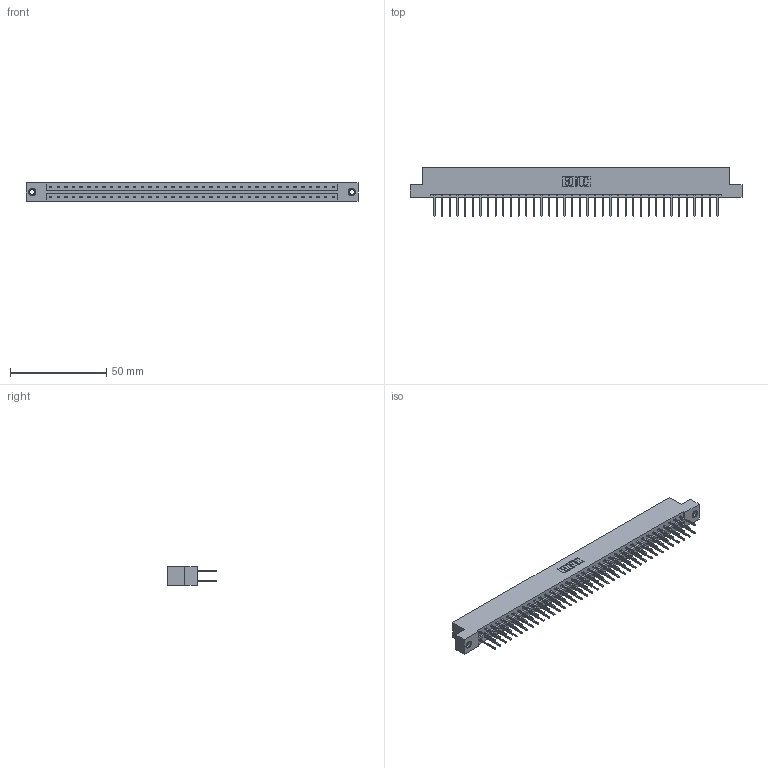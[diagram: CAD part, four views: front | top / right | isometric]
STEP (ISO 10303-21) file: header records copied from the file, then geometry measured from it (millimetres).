
FILE_DESCRIPTION (( 'STEP AP203' ), '1' );
FILE_NAME ('833-076-523-207.STEP', '2020-06-05T18:04:14', ( '' ), ( '' ), 'SwSTEP 2.0', 'SolidWorks 2020', '' );
FILE_SCHEMA (( 'CONFIG_CONTROL_DESIGN' ));
Length unit declared in the file: inch
Products named in the file (4): 833 Part_Flush - .156 Dia - TI; 833-076-523-207; 345-250-001_345-250-005-103; 345-292-001_345-293-123
Assembly tree (79 placements, depth 2):
  833-076-523-207
    833 Part_Flush - .156 Dia - TI
    345-292-001_345-293-123  x76
    345-250-001_345-250-005-103  x2
Bounding box: 172.11 x 25.15 x 9.4 mm (x, y, z)
Volume: 17676.4 mm3; surface area: 21626.3 mm2
Topology: 79 solids, 79 shells, 4126 faces, 12227 edges, 8042 vertices
Faces by surface type: plane 2838, cylinder 1272, cone 12, torus 4
Entity records: 26168 total; most frequent: CARTESIAN_POINT 4325, ORIENTED_EDGE 4254, DIRECTION 3733, EDGE_CURVE 2127, VECTOR 1979, LINE 1979, VERTEX_POINT 1412, AXIS2_PLACEMENT_3D 877
